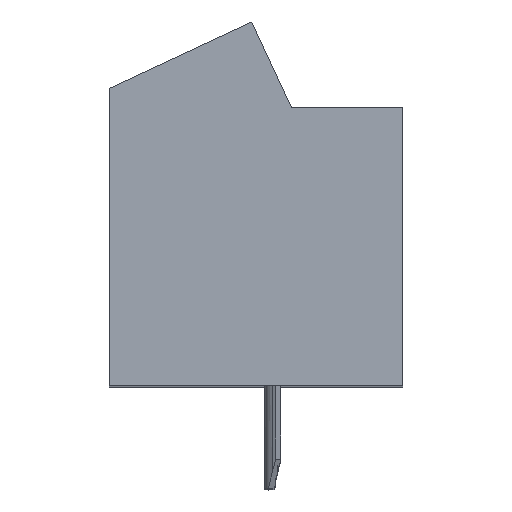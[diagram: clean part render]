
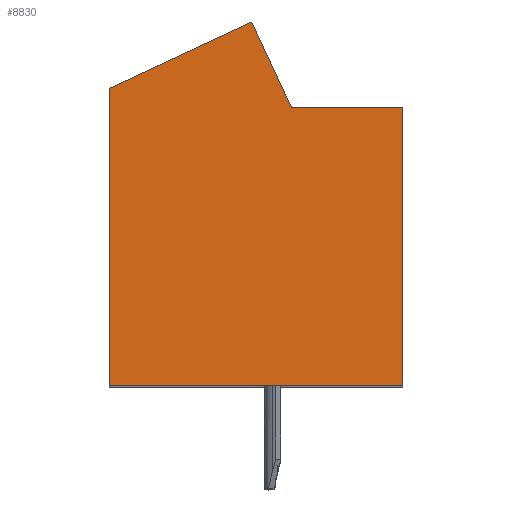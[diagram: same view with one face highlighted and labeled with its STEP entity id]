
A CAD part, top view. The second image highlights one B-rep face of the part: STEP entity #8830.
In plain terms, the highlighted planar face has unit normal (0, 0, 1).
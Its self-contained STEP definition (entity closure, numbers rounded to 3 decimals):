
#3145=DIRECTION('',(-1.,0.,0.));
#3146=VECTOR('',#3145,3.79);
#3147=CARTESIAN_POINT('',(5.002,3.3,31.75));
#3148=LINE('',#3147,#3146);
#3149=DIRECTION('',(0.,1.,0.));
#3150=VECTOR('',#3149,9.5);
#3151=CARTESIAN_POINT('',(5.002,-6.2,31.75));
#3152=LINE('',#3151,#3150);
#3153=DIRECTION('',(1.,0.,0.));
#3154=VECTOR('',#3153,10.);
#3155=CARTESIAN_POINT('',(-4.998,-6.2,31.75));
#3156=LINE('',#3155,#3154);
#3157=DIRECTION('',(0.,-1.,0.));
#3158=VECTOR('',#3157,10.135);
#3159=CARTESIAN_POINT('',(-4.998,3.935,31.75));
#3160=LINE('',#3159,#3158);
#3161=DIRECTION('',(-0.906,-0.423,0.));
#3162=VECTOR('',#3161,5.36);
#3163=CARTESIAN_POINT('',(-0.14,6.2,31.75));
#3164=LINE('',#3163,#3162);
#3165=DIRECTION('',(-0.423,0.906,0.));
#3166=VECTOR('',#3165,3.2);
#3167=CARTESIAN_POINT('',(1.212,3.3,31.75));
#3168=LINE('',#3167,#3166);
#3846=CARTESIAN_POINT('',(5.002,3.3,31.75));
#3847=CARTESIAN_POINT('',(1.212,3.3,31.75));
#3848=VERTEX_POINT('',#3846);
#3849=VERTEX_POINT('',#3847);
#3850=CARTESIAN_POINT('',(-0.14,6.2,31.75));
#3851=VERTEX_POINT('',#3850);
#3852=CARTESIAN_POINT('',(-4.998,3.935,31.75));
#3853=VERTEX_POINT('',#3852);
#3854=CARTESIAN_POINT('',(-4.998,-6.2,31.75));
#3855=VERTEX_POINT('',#3854);
#3856=CARTESIAN_POINT('',(5.002,-6.2,31.75));
#3857=VERTEX_POINT('',#3856);
#8817=CARTESIAN_POINT('',(0.,0.,31.75));
#8818=DIRECTION('',(0.,0.,1.));
#8819=DIRECTION('',(1.,0.,0.));
#8820=AXIS2_PLACEMENT_3D('',#8817,#8818,#8819);
#8821=PLANE('',#8820);
#8822=ORIENTED_EDGE('',*,*,#4939,.F.);
#8823=ORIENTED_EDGE('',*,*,#4954,.F.);
#8824=ORIENTED_EDGE('',*,*,#4968,.F.);
#8825=ORIENTED_EDGE('',*,*,#5115,.F.);
#8826=ORIENTED_EDGE('',*,*,#5277,.F.);
#8827=ORIENTED_EDGE('',*,*,#8811,.F.);
#8828=EDGE_LOOP('',(#8822,#8823,#8824,#8825,#8826,#8827));
#8829=FACE_OUTER_BOUND('',#8828,.F.);
#4939=EDGE_CURVE('',#3848,#3849,#3148,.T.);
#4954=EDGE_CURVE('',#3857,#3848,#3152,.T.);
#4968=EDGE_CURVE('',#3855,#3857,#3156,.T.);
#5115=EDGE_CURVE('',#3853,#3855,#3160,.T.);
#5277=EDGE_CURVE('',#3851,#3853,#3164,.T.);
#8811=EDGE_CURVE('',#3849,#3851,#3168,.T.);
#8830=ADVANCED_FACE('',(#8829),#8821,.T.);
